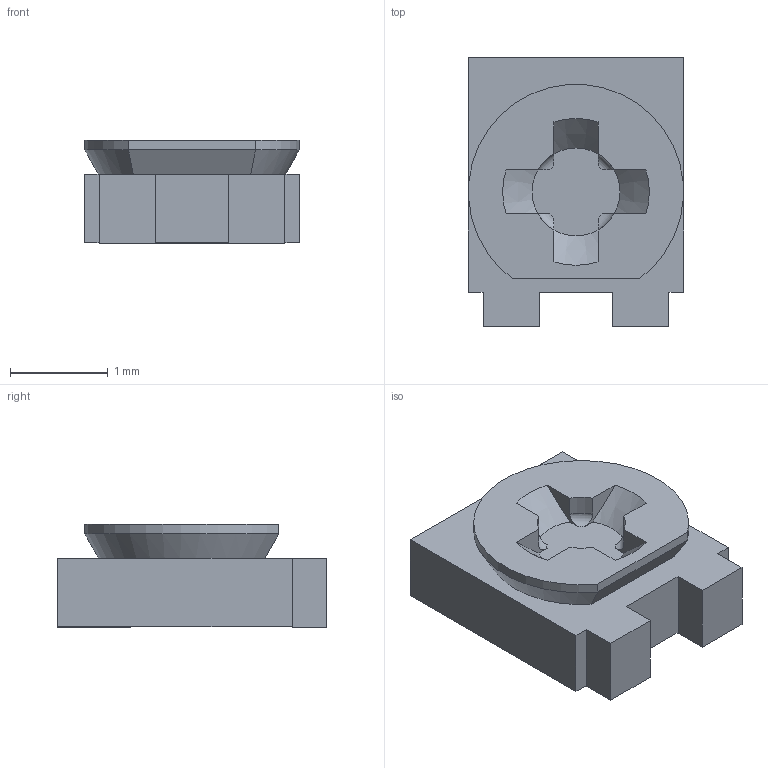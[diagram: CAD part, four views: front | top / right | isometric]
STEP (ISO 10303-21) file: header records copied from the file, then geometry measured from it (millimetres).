
FILE_DESCRIPTION(/* description */ (''),/* implementation_level */ '2;1');
FILE_NAME(/* name */ 'EVM2WSX80B14 Trimmer Pot v1.step',/* time_stamp */ '2018-04-08T17:02:41+01:00',/* author */ ('eric.n.tech'),/* organization */ (''),/* preprocessor_version */ 'ST-DEVELOPER v16.13',/* originating_system */ 'Autodesk Translation Framework v6.5.0.72',/* authorisation */ '');
FILE_SCHEMA (('AUTOMOTIVE_DESIGN { 1 0 10303 214 3 1 1 }'));
Length unit declared in the file: millimetre
Products named in the file (1): EVM2WSX80B14 Trimmer Pot
Bounding box: 2.2 x 2.75 x 1.06 mm (x, y, z)
Volume: 4.9 mm3; surface area: 23.2 mm2
Topology: 1 solids, 1 shells, 48 faces, 126 edges, 82 vertices
Faces by surface type: plane 34, cone 5, cylinder 5, torus 4
Entity records: 1589 total; most frequent: CARTESIAN_POINT 349, ORIENTED_EDGE 252, DIRECTION 229, EDGE_CURVE 126, LINE 85, VECTOR 85, VERTEX_POINT 82, AXIS2_PLACEMENT_3D 72
